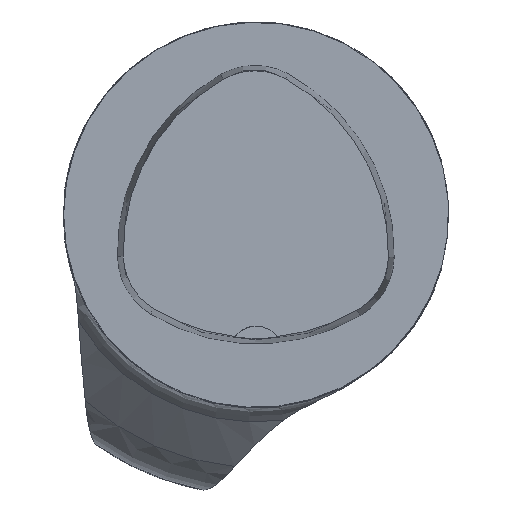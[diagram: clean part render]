
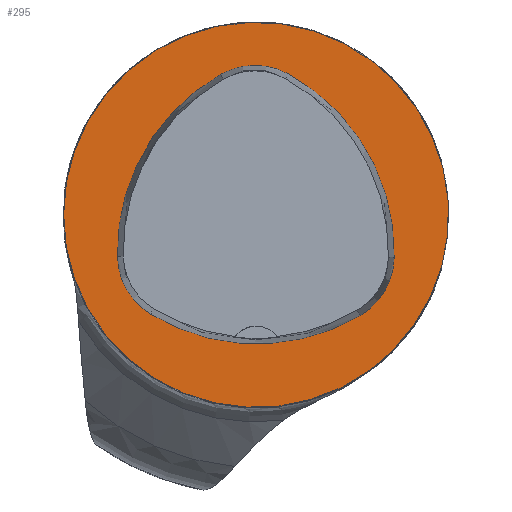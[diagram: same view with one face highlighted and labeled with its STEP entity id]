
A CAD part, top view. The second image highlights one B-rep face of the part: STEP entity #295.
In plain terms, the highlighted planar face has unit normal (0, 0, 1).
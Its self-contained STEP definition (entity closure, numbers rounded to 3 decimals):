
#143=PLANE('',#1420);
#295=ADVANCED_FACE('',(#477,#478),#143,.T.);
#477=FACE_BOUND('',#545,.T.);
#478=FACE_BOUND('',#546,.T.);
#545=EDGE_LOOP('',(#856,#857,#858,#859,#860,#861));
#546=EDGE_LOOP('',(#862));
#856=ORIENTED_EDGE('',*,*,#1176,.T.);
#857=ORIENTED_EDGE('',*,*,#1156,.T.);
#858=ORIENTED_EDGE('',*,*,#1160,.T.);
#859=ORIENTED_EDGE('',*,*,#1163,.T.);
#860=ORIENTED_EDGE('',*,*,#1166,.T.);
#861=ORIENTED_EDGE('',*,*,#1174,.T.);
#862=ORIENTED_EDGE('',*,*,#1052,.F.);
#941=VERTEX_POINT('',#1876);
#1011=VERTEX_POINT('',#2208);
#1012=VERTEX_POINT('',#2209);
#1015=VERTEX_POINT('',#2217);
#1017=VERTEX_POINT('',#2223);
#1019=VERTEX_POINT('',#2229);
#1026=VERTEX_POINT('',#2250);
#1052=EDGE_CURVE('',#941,#941,#1204,.T.);
#1156=EDGE_CURVE('',#1011,#1012,#1228,.T.);
#1160=EDGE_CURVE('',#1012,#1015,#1230,.T.);
#1163=EDGE_CURVE('',#1015,#1017,#1232,.T.);
#1166=EDGE_CURVE('',#1017,#1019,#1234,.T.);
#1174=EDGE_CURVE('',#1019,#1026,#1238,.T.);
#1176=EDGE_CURVE('',#1026,#1011,#1240,.T.);
#1204=CIRCLE('',#1320,50.);
#1228=CIRCLE('',#1398,53.);
#1230=CIRCLE('',#1401,18.);
#1232=CIRCLE('',#1404,53.);
#1234=CIRCLE('',#1407,18.);
#1238=CIRCLE('',#1412,53.);
#1240=CIRCLE('',#1415,18.);
#1320=AXIS2_PLACEMENT_3D('',#1875,#1494,#1495);
#1398=AXIS2_PLACEMENT_3D('',#2207,#1694,#1695);
#1401=AXIS2_PLACEMENT_3D('',#2216,#1702,#1703);
#1404=AXIS2_PLACEMENT_3D('',#2222,#1709,#1710);
#1407=AXIS2_PLACEMENT_3D('',#2228,#1716,#1717);
#1412=AXIS2_PLACEMENT_3D('',#2251,#1728,#1729);
#1415=AXIS2_PLACEMENT_3D('',#2254,#1734,#1735);
#1420=AXIS2_PLACEMENT_3D('',#2259,#1744,#1745);
#1494=DIRECTION('',(0.,0.,-1.));
#1495=DIRECTION('',(-1.,0.,0.));
#1694=DIRECTION('',(0.,0.,-1.));
#1695=DIRECTION('',(-1.,0.,0.));
#1702=DIRECTION('',(0.,0.,-1.));
#1703=DIRECTION('',(-1.,0.,0.));
#1709=DIRECTION('',(0.,0.,-1.));
#1710=DIRECTION('',(-1.,0.,0.));
#1716=DIRECTION('',(0.,0.,-1.));
#1717=DIRECTION('',(-1.,0.,0.));
#1728=DIRECTION('',(0.,0.,-1.));
#1729=DIRECTION('',(-1.,0.,0.));
#1734=DIRECTION('',(0.,0.,-1.));
#1735=DIRECTION('',(-1.,0.,0.));
#1744=DIRECTION('',(0.,0.,1.));
#1745=DIRECTION('',(1.,0.,0.));
#1875=CARTESIAN_POINT('',(0.,0.,0.));
#1876=CARTESIAN_POINT('',(-50.,0.,0.));
#2207=CARTESIAN_POINT('',(16.978,-9.621,0.));
#2208=CARTESIAN_POINT('',(-36.009,-10.801,0.));
#2209=CARTESIAN_POINT('',(-9.238,36.441,0.));
#2216=CARTESIAN_POINT('',(-0.334,20.797,0.));
#2217=CARTESIAN_POINT('',(8.312,36.585,0.));
#2222=CARTESIAN_POINT('',(-17.147,-9.9,0.));
#2223=CARTESIAN_POINT('',(35.839,-11.094,0.));
#2228=CARTESIAN_POINT('',(17.844,-10.688,0.));
#2229=CARTESIAN_POINT('',(26.94,-26.221,0.));
#2250=CARTESIAN_POINT('',(-27.358,-25.784,0.));
#2251=CARTESIAN_POINT('',(0.157,19.514,0.));
#2254=CARTESIAN_POINT('',(-18.013,-10.4,0.));
#2259=CARTESIAN_POINT('',(0.,0.,0.));
